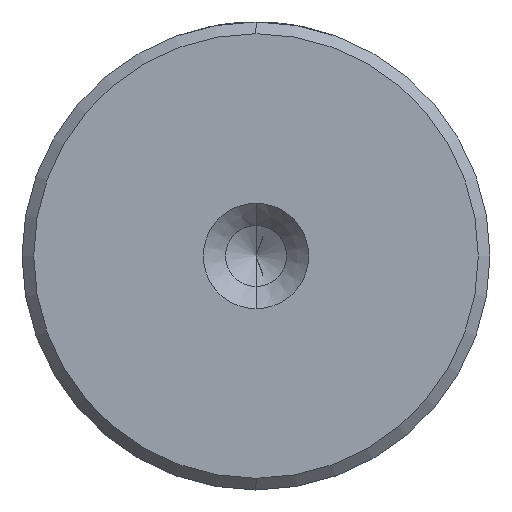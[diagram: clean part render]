
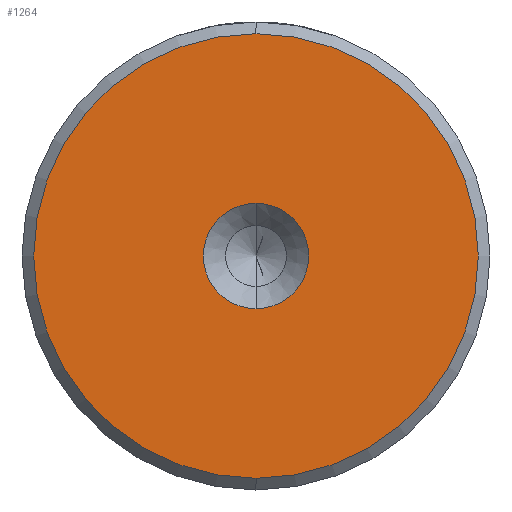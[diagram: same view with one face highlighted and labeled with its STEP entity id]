
A CAD part, left-side view. The second image highlights one B-rep face of the part: STEP entity #1264.
In plain terms, the highlighted planar face has unit normal (-1, 0, 0).
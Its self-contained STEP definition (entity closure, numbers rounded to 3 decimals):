
#43 = VERTEX_POINT ( 'NONE', #294 ) ;
#75 = CARTESIAN_POINT ( 'NONE',  ( 0., 0., 0. ) ) ;
#138 = DIRECTION ( 'NONE',  ( 0., 0., 1. ) ) ;
#153 = ORIENTED_EDGE ( 'NONE', *, *, #561, .F. ) ;
#211 = EDGE_CURVE ( 'NONE', #43, #1036, #1185, .T. ) ;
#259 = FACE_OUTER_BOUND ( 'NONE', #1874, .T. ) ;
#283 = DIRECTION ( 'NONE',  ( 0., 0., 1. ) ) ;
#294 = CARTESIAN_POINT ( 'NONE',  ( 0., 0., 9.5 ) ) ;
#295 = DIRECTION ( 'NONE',  ( -1., 0., 0. ) ) ;
#301 = AXIS2_PLACEMENT_3D ( 'NONE', #1941, #1933, #1925 ) ;
#424 = ORIENTED_EDGE ( 'NONE', *, *, #1791, .T. ) ;
#431 = AXIS2_PLACEMENT_3D ( 'NONE', #75, #930, #2037 ) ;
#444 = CARTESIAN_POINT ( 'NONE',  ( 0., 0., 0. ) ) ;
#561 = EDGE_CURVE ( 'NONE', #1308, #1248, #1957, .T. ) ;
#652 = AXIS2_PLACEMENT_3D ( 'NONE', #444, #295, #283 ) ;
#697 = EDGE_LOOP ( 'NONE', ( #153, #733 ) ) ;
#709 = CARTESIAN_POINT ( 'NONE',  ( 0., 0., -9.5 ) ) ;
#722 = AXIS2_PLACEMENT_3D ( 'NONE', #795, #1913, #953 ) ;
#733 = ORIENTED_EDGE ( 'NONE', *, *, #1857, .F. ) ;
#795 = CARTESIAN_POINT ( 'NONE',  ( 0., 0., 0. ) ) ;
#930 = DIRECTION ( 'NONE',  ( -1., 0., 0. ) ) ;
#953 = DIRECTION ( 'NONE',  ( 0., 0., 1. ) ) ;
#1036 = VERTEX_POINT ( 'NONE', #709 ) ;
#1042 = FACE_BOUND ( 'NONE', #697, .T. ) ;
#1079 = CARTESIAN_POINT ( 'NONE',  ( 0., 0., -2.25 ) ) ;
#1137 = DIRECTION ( 'NONE',  ( -1., 0., 0. ) ) ;
#1156 = AXIS2_PLACEMENT_3D ( 'NONE', #2081, #1137, #138 ) ;
#1185 = CIRCLE ( 'NONE', #301, 9.5 ) ;
#1248 = VERTEX_POINT ( 'NONE', #1079 ) ;
#1264 = ADVANCED_FACE ( 'NONE', ( #259, #1042 ), #1884, .T. ) ;
#1308 = VERTEX_POINT ( 'NONE', #1735 ) ;
#1735 = CARTESIAN_POINT ( 'NONE',  ( 0., 0., 2.25 ) ) ;
#1791 = EDGE_CURVE ( 'NONE', #1036, #43, #1883, .T. ) ;
#1837 = CIRCLE ( 'NONE', #1156, 2.25 ) ;
#1857 = EDGE_CURVE ( 'NONE', #1248, #1308, #1837, .T. ) ;
#1874 = EDGE_LOOP ( 'NONE', ( #424, #2017 ) ) ;
#1883 = CIRCLE ( 'NONE', #722, 9.5 ) ;
#1884 = PLANE ( 'NONE',  #431 ) ;
#1913 = DIRECTION ( 'NONE',  ( -1., 0., 0. ) ) ;
#1925 = DIRECTION ( 'NONE',  ( 0., 0., 1. ) ) ;
#1933 = DIRECTION ( 'NONE',  ( -1., 0., 0. ) ) ;
#1941 = CARTESIAN_POINT ( 'NONE',  ( 0., 0., 0. ) ) ;
#1957 = CIRCLE ( 'NONE', #652, 2.25 ) ;
#2017 = ORIENTED_EDGE ( 'NONE', *, *, #211, .T. ) ;
#2037 = DIRECTION ( 'NONE',  ( 0., 0., 1. ) ) ;
#2081 = CARTESIAN_POINT ( 'NONE',  ( 0., 0., 0. ) ) ;
